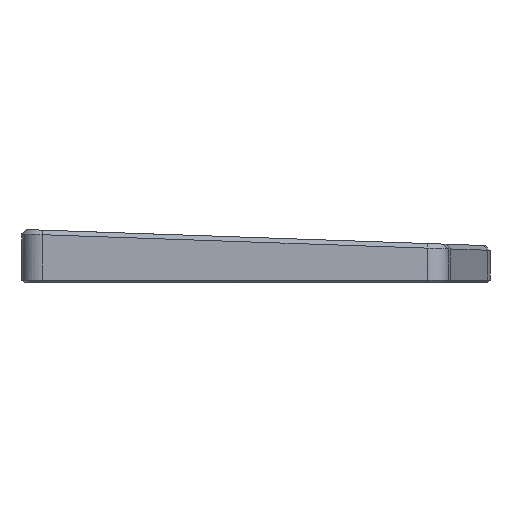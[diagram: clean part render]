
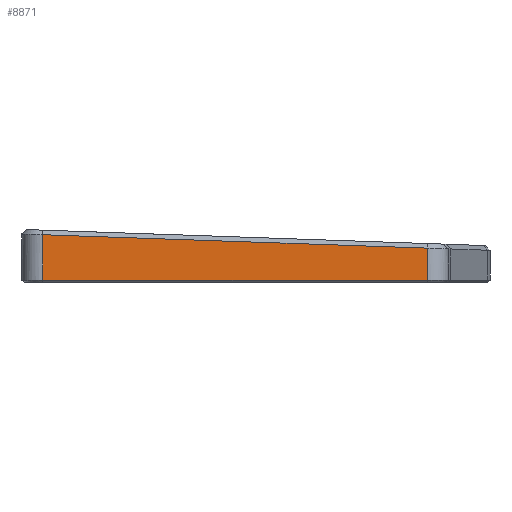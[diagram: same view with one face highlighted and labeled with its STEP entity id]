
A CAD part, left-side view. The second image highlights one B-rep face of the part: STEP entity #8871.
In plain terms, the highlighted planar face has unit normal (-1, 0, 0).
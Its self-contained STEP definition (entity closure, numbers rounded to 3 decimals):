
#950=FACE_OUTER_BOUND('',#1479,.T.);
#1479=EDGE_LOOP('',(#6274,#6275,#6276,#6277,#6278));
#1972=LINE('',#12553,#2844);
#2094=LINE('',#13008,#2966);
#2096=LINE('',#13076,#2968);
#2097=LINE('',#13078,#2969);
#2098=LINE('',#13079,#2970);
#2844=VECTOR('',#10174,10.);
#2966=VECTOR('',#10676,10.);
#2968=VECTOR('',#10680,10.);
#2969=VECTOR('',#10681,10.);
#2970=VECTOR('',#10682,10.);
#3710=VERTEX_POINT('',#12543);
#3712=VERTEX_POINT('',#12549);
#3856=VERTEX_POINT('',#13007);
#3859=VERTEX_POINT('',#13075);
#3860=VERTEX_POINT('',#13077);
#4566=EDGE_CURVE('',#3710,#3712,#1972,.T.);
#4794=EDGE_CURVE('',#3712,#3856,#2094,.T.);
#4798=EDGE_CURVE('',#3710,#3859,#2096,.T.);
#4799=EDGE_CURVE('',#3859,#3860,#2097,.T.);
#4800=EDGE_CURVE('',#3860,#3856,#2098,.T.);
#6274=ORIENTED_EDGE('',*,*,#4566,.F.);
#6275=ORIENTED_EDGE('',*,*,#4798,.T.);
#6276=ORIENTED_EDGE('',*,*,#4799,.T.);
#6277=ORIENTED_EDGE('',*,*,#4800,.T.);
#6278=ORIENTED_EDGE('',*,*,#4794,.F.);
#8599=PLANE('',#9535);
#8871=ADVANCED_FACE('',(#950),#8599,.F.);
#9535=AXIS2_PLACEMENT_3D('',#13074,#10678,#10679);
#10174=DIRECTION('',(0.,1.,0.));
#10676=DIRECTION('',(0.,0.,1.));
#10678=DIRECTION('center_axis',(1.,0.,0.));
#10679=DIRECTION('ref_axis',(0.,1.,0.));
#10680=DIRECTION('',(0.,0.,1.));
#10681=DIRECTION('',(0.,0.999,0.035));
#10682=DIRECTION('',(0.,0.999,0.035));
#12543=CARTESIAN_POINT('',(-113.5,-7.916,-0.9));
#12549=CARTESIAN_POINT('',(-113.5,75.937,-0.9));
#12553=CARTESIAN_POINT('',(-113.5,10.759,-0.9));
#13007=CARTESIAN_POINT('',(-113.5,75.937,9.004));
#13008=CARTESIAN_POINT('',(-113.5,75.937,1.6));
#13074=CARTESIAN_POINT('Origin',(-113.5,-7.916,1.6));
#13075=CARTESIAN_POINT('',(-113.5,-7.916,6.076));
#13076=CARTESIAN_POINT('',(-113.5,-7.916,1.6));
#13077=CARTESIAN_POINT('',(-113.5,-7.882,6.077));
#13078=CARTESIAN_POINT('',(-113.5,-7.916,6.076));
#13079=CARTESIAN_POINT('',(-113.5,10.683,6.726));
